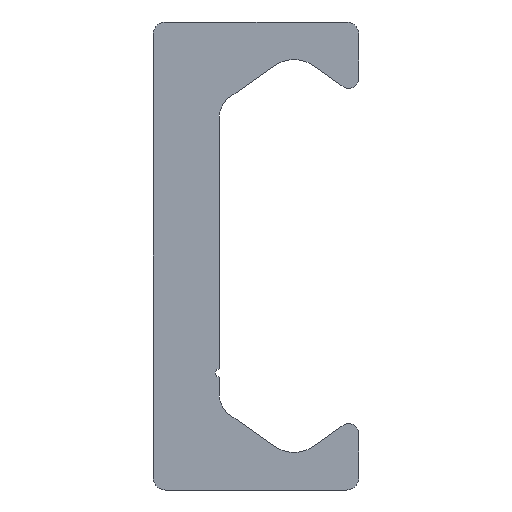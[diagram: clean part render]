
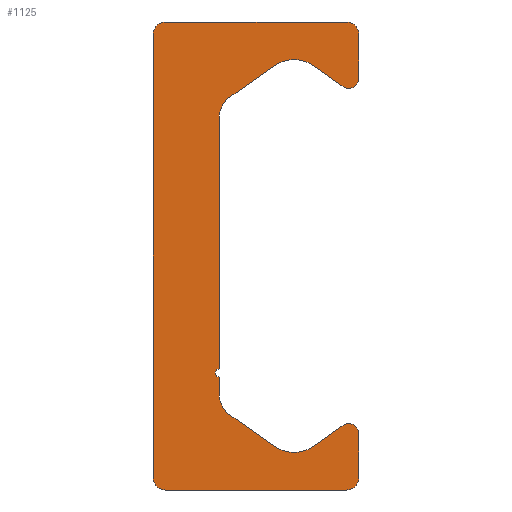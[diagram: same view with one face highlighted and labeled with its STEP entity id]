
A CAD part, left-side view. The second image highlights one B-rep face of the part: STEP entity #1125.
In plain terms, the highlighted planar face has unit normal (-1, 0, 0).
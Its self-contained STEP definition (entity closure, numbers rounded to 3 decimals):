
#372=CARTESIAN_POINT('',(0.0,5.4,-14.));
#373=VERTEX_POINT('',#372);
#380=CARTESIAN_POINT('',(0.0,6.15,-13.25));
#381=VERTEX_POINT('',#380);
#382=CARTESIAN_POINT('',(0.0,5.4,-13.25));
#383=DIRECTION('',(1.0,0.0,0.0));
#384=DIRECTION('',(0.0,0.0,-1.0));
#385=AXIS2_PLACEMENT_3D('',#382,#383,#384);
#386=CIRCLE('',#385,0.75);
#387=EDGE_CURVE('',#373,#381,#386,.T.);
#411=CARTESIAN_POINT('',(0.0,-5.4,-14.));
#412=VERTEX_POINT('',#411);
#419=CARTESIAN_POINT('',(0.0,-5.4,-14.));
#420=DIRECTION('',(0.0,1.0,0.0));
#421=VECTOR('',#420,10.8);
#422=LINE('',#419,#421);
#423=EDGE_CURVE('',#412,#373,#422,.T.);
#443=CARTESIAN_POINT('',(0.0,-6.15,-13.25));
#444=VERTEX_POINT('',#443);
#451=CARTESIAN_POINT('',(0.0,-5.4,-13.25));
#452=DIRECTION('',(1.0,0.0,0.0));
#453=DIRECTION('',(0.0,-1.0,0.0));
#454=AXIS2_PLACEMENT_3D('',#451,#452,#453);
#455=CIRCLE('',#454,0.75);
#456=EDGE_CURVE('',#444,#412,#455,.T.);
#475=CARTESIAN_POINT('',(0.0,-6.15,-10.63));
#476=VERTEX_POINT('',#475);
#483=CARTESIAN_POINT('',(0.0,-6.15,-10.63));
#484=DIRECTION('',(0.0,0.0,-1.0));
#485=VECTOR('',#484,2.62);
#486=LINE('',#483,#485);
#487=EDGE_CURVE('',#476,#444,#486,.T.);
#507=CARTESIAN_POINT('',(0.0,-5.206,-10.139));
#508=VERTEX_POINT('',#507);
#515=CARTESIAN_POINT('',(0.0,-5.55,-10.63));
#516=DIRECTION('',(1.0,0.0,0.0));
#517=DIRECTION('',(0.0,0.574,0.819));
#518=AXIS2_PLACEMENT_3D('',#515,#516,#517);
#519=CIRCLE('',#518,0.6);
#520=EDGE_CURVE('',#508,#476,#519,.T.);
#539=CARTESIAN_POINT('',(0.0,-3.417,-11.391));
#540=VERTEX_POINT('',#539);
#547=CARTESIAN_POINT('',(0.0,-3.417,-11.391));
#548=DIRECTION('',(0.0,-0.819,0.574));
#549=VECTOR('',#548,2.184);
#550=LINE('',#547,#549);
#551=EDGE_CURVE('',#540,#508,#550,.T.);
#571=CARTESIAN_POINT('',(0.0,-1.123,-11.391));
#572=VERTEX_POINT('',#571);
#579=CARTESIAN_POINT('',(0.0,-2.27,-9.753));
#580=DIRECTION('',(-1.0,0.0,0.0));
#581=DIRECTION('',(0.0,0.574,0.819));
#582=AXIS2_PLACEMENT_3D('',#579,#580,#581);
#583=CIRCLE('',#582,2.0);
#584=EDGE_CURVE('',#572,#540,#583,.T.);
#603=CARTESIAN_POINT('',(0.0,1.56,-9.512));
#604=VERTEX_POINT('',#603);
#611=CARTESIAN_POINT('',(0.0,1.56,-9.512));
#612=DIRECTION('',(0.0,-0.819,-0.574));
#613=VECTOR('',#612,3.276);
#614=LINE('',#611,#613);
#615=EDGE_CURVE('',#604,#572,#614,.T.);
#635=CARTESIAN_POINT('',(0.0,2.2,-8.283));
#636=VERTEX_POINT('',#635);
#643=CARTESIAN_POINT('',(0.0,0.7,-8.283));
#644=DIRECTION('',(-1.0,0.0,0.0));
#645=DIRECTION('',(0.0,-0.574,0.819));
#646=AXIS2_PLACEMENT_3D('',#643,#644,#645);
#647=CIRCLE('',#646,1.5);
#648=EDGE_CURVE('',#636,#604,#647,.T.);
#667=CARTESIAN_POINT('',(0.0,2.2,-7.25));
#668=VERTEX_POINT('',#667);
#675=CARTESIAN_POINT('',(0.0,2.2,-7.25));
#676=DIRECTION('',(0.0,0.0,-1.0));
#677=VECTOR('',#676,1.033);
#678=LINE('',#675,#677);
#679=EDGE_CURVE('',#668,#636,#678,.T.);
#699=CARTESIAN_POINT('',(0.0,2.2,-6.75));
#700=VERTEX_POINT('',#699);
#707=CARTESIAN_POINT('',(0.0,2.2,-7.));
#708=DIRECTION('',(-1.0,0.0,0.0));
#709=DIRECTION('',(0.0,0.0,1.0));
#710=AXIS2_PLACEMENT_3D('',#707,#708,#709);
#711=CIRCLE('',#710,0.25);
#712=EDGE_CURVE('',#700,#668,#711,.T.);
#731=CARTESIAN_POINT('',(0.0,2.2,8.283));
#732=VERTEX_POINT('',#731);
#739=CARTESIAN_POINT('',(0.0,2.2,8.283));
#740=DIRECTION('',(0.0,0.0,-1.0));
#741=VECTOR('',#740,15.033);
#742=LINE('',#739,#741);
#743=EDGE_CURVE('',#732,#700,#742,.T.);
#781=CARTESIAN_POINT('',(0.0,1.56,9.512));
#782=VERTEX_POINT('',#781);
#789=CARTESIAN_POINT('',(0.0,0.7,8.283));
#790=DIRECTION('',(-1.0,0.0,0.0));
#791=DIRECTION('',(0.0,-1.0,0.0));
#792=AXIS2_PLACEMENT_3D('',#789,#790,#791);
#793=CIRCLE('',#792,1.5);
#794=EDGE_CURVE('',#782,#732,#793,.T.);
#813=CARTESIAN_POINT('',(0.0,-1.123,11.391));
#814=VERTEX_POINT('',#813);
#821=CARTESIAN_POINT('',(0.0,-1.123,11.391));
#822=DIRECTION('',(0.0,0.819,-0.574));
#823=VECTOR('',#822,3.276);
#824=LINE('',#821,#823);
#825=EDGE_CURVE('',#814,#782,#824,.T.);
#845=CARTESIAN_POINT('',(0.0,-3.417,11.391));
#846=VERTEX_POINT('',#845);
#853=CARTESIAN_POINT('',(0.0,-2.27,9.753));
#854=DIRECTION('',(-1.0,0.0,0.0));
#855=DIRECTION('',(0.0,-0.574,-0.819));
#856=AXIS2_PLACEMENT_3D('',#853,#854,#855);
#857=CIRCLE('',#856,2.0);
#858=EDGE_CURVE('',#846,#814,#857,.T.);
#877=CARTESIAN_POINT('',(0.0,-5.206,10.139));
#878=VERTEX_POINT('',#877);
#885=CARTESIAN_POINT('',(0.0,-5.206,10.139));
#886=DIRECTION('',(0.0,0.819,0.574));
#887=VECTOR('',#886,2.184);
#888=LINE('',#885,#887);
#889=EDGE_CURVE('',#878,#846,#888,.T.);
#909=CARTESIAN_POINT('',(0.0,-6.15,10.63));
#910=VERTEX_POINT('',#909);
#917=CARTESIAN_POINT('',(0.0,-5.55,10.63));
#918=DIRECTION('',(1.0,0.0,0.0));
#919=DIRECTION('',(0.0,-1.0,0.0));
#920=AXIS2_PLACEMENT_3D('',#917,#918,#919);
#921=CIRCLE('',#920,0.6);
#922=EDGE_CURVE('',#910,#878,#921,.T.);
#941=CARTESIAN_POINT('',(0.0,-6.15,13.25));
#942=VERTEX_POINT('',#941);
#949=CARTESIAN_POINT('',(0.0,-6.15,13.25));
#950=DIRECTION('',(0.0,0.0,-1.0));
#951=VECTOR('',#950,2.62);
#952=LINE('',#949,#951);
#953=EDGE_CURVE('',#942,#910,#952,.T.);
#973=CARTESIAN_POINT('',(0.0,-5.4,14.));
#974=VERTEX_POINT('',#973);
#981=CARTESIAN_POINT('',(0.0,-5.4,13.25));
#982=DIRECTION('',(1.0,0.0,0.0));
#983=DIRECTION('',(0.0,0.0,1.0));
#984=AXIS2_PLACEMENT_3D('',#981,#982,#983);
#985=CIRCLE('',#984,0.75);
#986=EDGE_CURVE('',#974,#942,#985,.T.);
#1005=CARTESIAN_POINT('',(0.0,5.4,14.));
#1006=VERTEX_POINT('',#1005);
#1013=CARTESIAN_POINT('',(0.0,5.4,14.));
#1014=DIRECTION('',(0.0,-1.0,0.0));
#1015=VECTOR('',#1014,10.8);
#1016=LINE('',#1013,#1015);
#1017=EDGE_CURVE('',#1006,#974,#1016,.T.);
#1037=CARTESIAN_POINT('',(0.0,6.15,13.25));
#1038=VERTEX_POINT('',#1037);
#1045=CARTESIAN_POINT('',(0.0,5.4,13.25));
#1046=DIRECTION('',(1.0,0.0,0.0));
#1047=DIRECTION('',(0.0,1.0,0.0));
#1048=AXIS2_PLACEMENT_3D('',#1045,#1046,#1047);
#1049=CIRCLE('',#1048,0.75);
#1050=EDGE_CURVE('',#1038,#1006,#1049,.T.);
#1068=CARTESIAN_POINT('',(0.0,6.15,-13.25));
#1069=DIRECTION('',(0.0,0.0,1.0));
#1070=VECTOR('',#1069,26.5);
#1071=LINE('',#1068,#1070);
#1072=EDGE_CURVE('',#381,#1038,#1071,.T.);
#1096=CARTESIAN_POINT('',(0.0,1.352,-0.021));
#1097=DIRECTION('',(1.0,0.0,0.0));
#1098=DIRECTION('',(0.0,0.0,-1.0));
#1099=AXIS2_PLACEMENT_3D('',#1096,#1097,#1098);
#1100=PLANE('',#1099);
#1101=ORIENTED_EDGE('',*,*,#1072,.F.);
#1102=ORIENTED_EDGE('',*,*,#387,.F.);
#1103=ORIENTED_EDGE('',*,*,#423,.F.);
#1104=ORIENTED_EDGE('',*,*,#456,.F.);
#1105=ORIENTED_EDGE('',*,*,#487,.F.);
#1106=ORIENTED_EDGE('',*,*,#520,.F.);
#1107=ORIENTED_EDGE('',*,*,#551,.F.);
#1108=ORIENTED_EDGE('',*,*,#584,.F.);
#1109=ORIENTED_EDGE('',*,*,#615,.F.);
#1110=ORIENTED_EDGE('',*,*,#648,.F.);
#1111=ORIENTED_EDGE('',*,*,#679,.F.);
#1112=ORIENTED_EDGE('',*,*,#712,.F.);
#1113=ORIENTED_EDGE('',*,*,#743,.F.);
#1114=ORIENTED_EDGE('',*,*,#794,.F.);
#1115=ORIENTED_EDGE('',*,*,#825,.F.);
#1116=ORIENTED_EDGE('',*,*,#858,.F.);
#1117=ORIENTED_EDGE('',*,*,#889,.F.);
#1118=ORIENTED_EDGE('',*,*,#922,.F.);
#1119=ORIENTED_EDGE('',*,*,#953,.F.);
#1120=ORIENTED_EDGE('',*,*,#986,.F.);
#1121=ORIENTED_EDGE('',*,*,#1017,.F.);
#1122=ORIENTED_EDGE('',*,*,#1050,.F.);
#1123=EDGE_LOOP('',(#1101,#1102,#1103,#1104,#1105,#1106,#1107,#1108,#1109,#1110,#1111,#1112,#1113,#1114,#1115,#1116,#1117,#1118,#1119,#1120,#1121,#1122));
#1124=FACE_OUTER_BOUND('',#1123,.T.);
#1125=ADVANCED_FACE('',(#1124),#1100,.F.);
